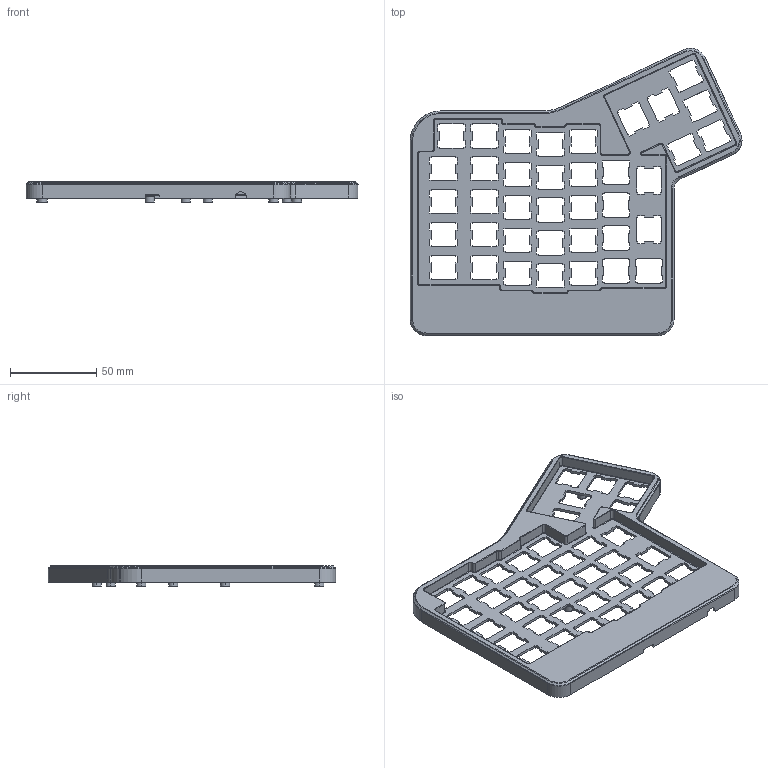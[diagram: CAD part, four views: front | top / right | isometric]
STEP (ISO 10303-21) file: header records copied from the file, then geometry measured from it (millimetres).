
FILE_DESCRIPTION (( 'STEP AP203' ), '1' );
FILE_NAME ('TopRightCase.STEP', '2012-07-22T20:48:17', ( 'Dox' ), ( 'Microsoft' ), 'SwSTEP 2.0', 'SolidWorks 2011', '' );
FILE_SCHEMA (( 'CONFIG_CONTROL_DESIGN' ));
Length unit declared in the file: inch
Products named in the file (1): TopRightCase
Bounding box: 192.12 x 166.29 x 11.91 mm (x, y, z)
Volume: 44179.1 mm3; surface area: 49035.3 mm2
Topology: 1 solids, 1 shells, 1463 faces, 4031 edges, 2566 vertices
Faces by surface type: plane 857, cylinder 397, torus 180, cone 20, bspline 5, sphere 4
Entity records: 46425 total; most frequent: CARTESIAN_POINT 8291, ORIENTED_EDGE 8026, DIRECTION 7965, EDGE_CURVE 4013, VECTOR 2925, LINE 2925, VERTEX_POINT 2566, AXIS2_PLACEMENT_3D 2520
